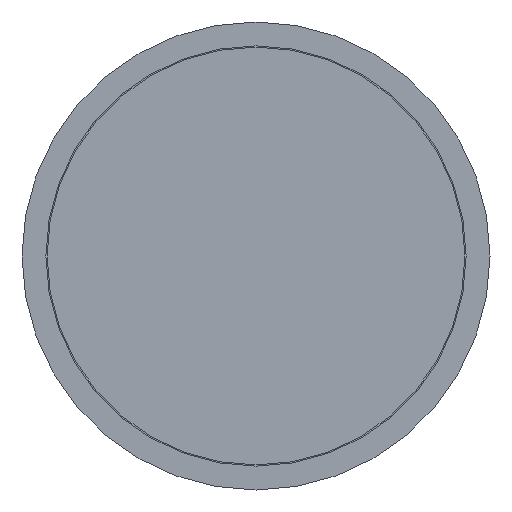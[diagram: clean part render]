
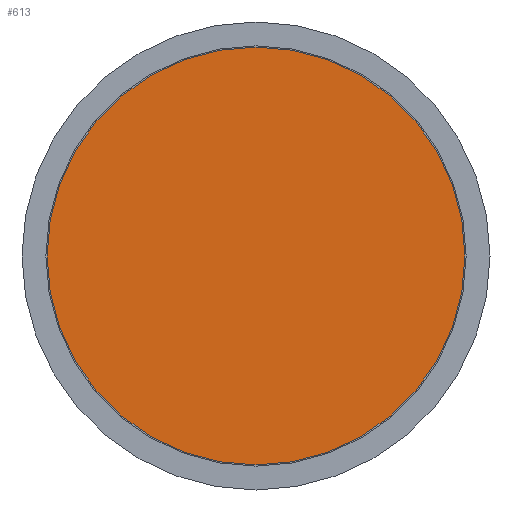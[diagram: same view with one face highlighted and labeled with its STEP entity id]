
A CAD part, front view. The second image highlights one B-rep face of the part: STEP entity #613.
In plain terms, the highlighted planar face has unit normal (0, -1, 0).
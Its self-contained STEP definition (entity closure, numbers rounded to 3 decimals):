
#29 = DIRECTION ( 'NONE',  ( 0., 0., -1. ) ) ;
#52 = EDGE_LOOP ( 'NONE', ( #58 ) ) ;
#58 = ORIENTED_EDGE ( 'NONE', *, *, #410, .T. ) ;
#107 = CARTESIAN_POINT ( 'NONE',  ( 0., 0., 0. ) ) ;
#181 = DIRECTION ( 'NONE',  ( 0., -1., 0. ) ) ;
#232 = FACE_OUTER_BOUND ( 'NONE', #52, .T. ) ;
#238 = PLANE ( 'NONE',  #430 ) ;
#308 = CIRCLE ( 'NONE', #871, 43.75 ) ;
#410 = EDGE_CURVE ( 'NONE', #744, #744, #308, .T. ) ;
#430 = AXIS2_PLACEMENT_3D ( 'NONE', #543, #618, #771 ) ;
#543 = CARTESIAN_POINT ( 'NONE',  ( -43.75, 0., 0. ) ) ;
#613 = ADVANCED_FACE ( 'NONE', ( #232 ), #238, .F. ) ;
#618 = DIRECTION ( 'NONE',  ( 0., 1., 0. ) ) ;
#744 = VERTEX_POINT ( 'NONE', #860 ) ;
#771 = DIRECTION ( 'NONE',  ( 0., 0., 1. ) ) ;
#860 = CARTESIAN_POINT ( 'NONE',  ( 0., 0., -43.75 ) ) ;
#871 = AXIS2_PLACEMENT_3D ( 'NONE', #107, #181, #29 ) ;
